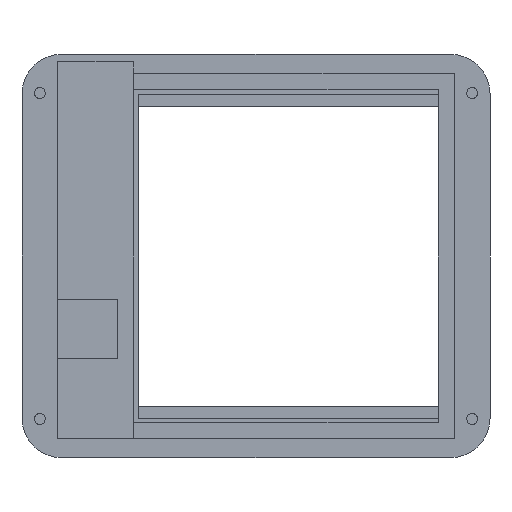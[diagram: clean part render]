
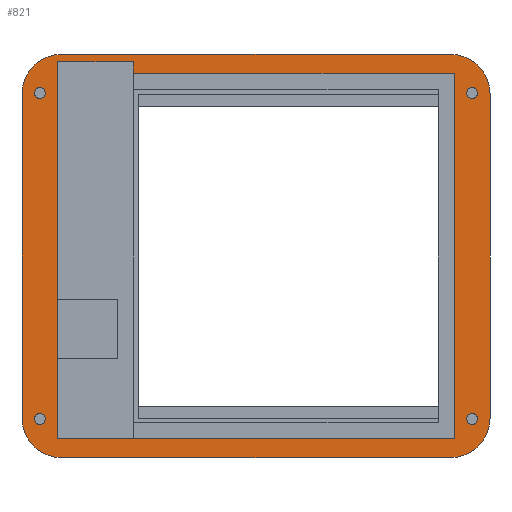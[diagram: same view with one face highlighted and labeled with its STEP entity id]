
A CAD part, front view. The second image highlights one B-rep face of the part: STEP entity #821.
In plain terms, the highlighted planar face has unit normal (0, -1, 0).
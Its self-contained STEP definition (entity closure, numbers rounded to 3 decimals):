
#15=FACE_BOUND('',#104,.T.);
#16=FACE_BOUND('',#105,.T.);
#17=FACE_BOUND('',#106,.T.);
#18=FACE_BOUND('',#107,.T.);
#19=FACE_BOUND('',#108,.T.);
#22=CIRCLE('',#878,10.);
#24=CIRCLE('',#882,10.);
#25=CIRCLE('',#883,10.);
#26=CIRCLE('',#884,10.);
#27=CIRCLE('',#885,1.4);
#28=CIRCLE('',#886,1.4);
#29=CIRCLE('',#887,1.4);
#30=CIRCLE('',#888,1.4);
#59=FACE_OUTER_BOUND('',#103,.T.);
#103=EDGE_LOOP('',(#616,#617,#618,#619,#620,#621,#622,#623));
#104=EDGE_LOOP('',(#624,#625,#626,#627,#628,#629));
#105=EDGE_LOOP('',(#630));
#106=EDGE_LOOP('',(#631));
#107=EDGE_LOOP('',(#632));
#108=EDGE_LOOP('',(#633));
#183=LINE('',#1234,#284);
#188=LINE('',#1249,#289);
#191=LINE('',#1255,#292);
#192=LINE('',#1259,#293);
#193=LINE('',#1263,#294);
#194=LINE('',#1267,#295);
#195=LINE('',#1268,#296);
#196=LINE('',#1270,#297);
#197=LINE('',#1272,#298);
#198=LINE('',#1273,#299);
#284=VECTOR('',#990,10.);
#289=VECTOR('',#1005,10.);
#292=VECTOR('',#1010,10.);
#293=VECTOR('',#1013,10.);
#294=VECTOR('',#1016,10.);
#295=VECTOR('',#1019,10.);
#296=VECTOR('',#1020,10.);
#297=VECTOR('',#1021,10.);
#298=VECTOR('',#1022,10.);
#299=VECTOR('',#1023,10.);
#373=VERTEX_POINT('',#1231);
#374=VERTEX_POINT('',#1233);
#375=VERTEX_POINT('',#1239);
#376=VERTEX_POINT('',#1240);
#379=VERTEX_POINT('',#1248);
#381=VERTEX_POINT('',#1254);
#382=VERTEX_POINT('',#1256);
#383=VERTEX_POINT('',#1258);
#384=VERTEX_POINT('',#1260);
#385=VERTEX_POINT('',#1262);
#386=VERTEX_POINT('',#1265);
#387=VERTEX_POINT('',#1266);
#388=VERTEX_POINT('',#1269);
#389=VERTEX_POINT('',#1271);
#390=VERTEX_POINT('',#1274);
#391=VERTEX_POINT('',#1276);
#392=VERTEX_POINT('',#1278);
#393=VERTEX_POINT('',#1280);
#463=EDGE_CURVE('',#373,#374,#183,.T.);
#466=EDGE_CURVE('',#375,#376,#22,.T.);
#470=EDGE_CURVE('',#376,#379,#188,.T.);
#473=EDGE_CURVE('',#381,#375,#191,.T.);
#474=EDGE_CURVE('',#382,#381,#24,.T.);
#475=EDGE_CURVE('',#383,#382,#192,.T.);
#476=EDGE_CURVE('',#384,#383,#25,.T.);
#477=EDGE_CURVE('',#385,#384,#193,.T.);
#478=EDGE_CURVE('',#379,#385,#26,.T.);
#479=EDGE_CURVE('',#386,#387,#194,.T.);
#480=EDGE_CURVE('',#387,#374,#195,.T.);
#481=EDGE_CURVE('',#373,#388,#196,.T.);
#482=EDGE_CURVE('',#388,#389,#197,.T.);
#483=EDGE_CURVE('',#389,#386,#198,.T.);
#484=EDGE_CURVE('',#390,#390,#27,.T.);
#485=EDGE_CURVE('',#391,#391,#28,.T.);
#486=EDGE_CURVE('',#392,#392,#29,.T.);
#487=EDGE_CURVE('',#393,#393,#30,.T.);
#616=ORIENTED_EDGE('',*,*,#466,.F.);
#617=ORIENTED_EDGE('',*,*,#473,.F.);
#618=ORIENTED_EDGE('',*,*,#474,.F.);
#619=ORIENTED_EDGE('',*,*,#475,.F.);
#620=ORIENTED_EDGE('',*,*,#476,.F.);
#621=ORIENTED_EDGE('',*,*,#477,.F.);
#622=ORIENTED_EDGE('',*,*,#478,.F.);
#623=ORIENTED_EDGE('',*,*,#470,.F.);
#624=ORIENTED_EDGE('',*,*,#479,.T.);
#625=ORIENTED_EDGE('',*,*,#480,.T.);
#626=ORIENTED_EDGE('',*,*,#463,.F.);
#627=ORIENTED_EDGE('',*,*,#481,.T.);
#628=ORIENTED_EDGE('',*,*,#482,.T.);
#629=ORIENTED_EDGE('',*,*,#483,.T.);
#630=ORIENTED_EDGE('',*,*,#484,.T.);
#631=ORIENTED_EDGE('',*,*,#485,.T.);
#632=ORIENTED_EDGE('',*,*,#486,.T.);
#633=ORIENTED_EDGE('',*,*,#487,.T.);
#784=PLANE('',#881);
#821=ADVANCED_FACE('',(#59,#15,#16,#17,#18,#19),#784,.T.);
#878=AXIS2_PLACEMENT_3D('',#1241,#997,#998);
#881=AXIS2_PLACEMENT_3D('',#1253,#1008,#1009);
#882=AXIS2_PLACEMENT_3D('',#1257,#1011,#1012);
#883=AXIS2_PLACEMENT_3D('',#1261,#1014,#1015);
#884=AXIS2_PLACEMENT_3D('',#1264,#1017,#1018);
#885=AXIS2_PLACEMENT_3D('',#1275,#1024,#1025);
#886=AXIS2_PLACEMENT_3D('',#1277,#1026,#1027);
#887=AXIS2_PLACEMENT_3D('',#1279,#1028,#1029);
#888=AXIS2_PLACEMENT_3D('',#1281,#1030,#1031);
#990=DIRECTION('',(0.,0.,1.));
#997=DIRECTION('center_axis',(0.,1.,0.));
#998=DIRECTION('ref_axis',(0.707,0.,0.707));
#1005=DIRECTION('',(0.,0.,-1.));
#1008=DIRECTION('center_axis',(0.,-1.,0.));
#1009=DIRECTION('ref_axis',(0.,0.,-1.));
#1010=DIRECTION('',(1.,0.,0.));
#1011=DIRECTION('center_axis',(0.,1.,0.));
#1012=DIRECTION('ref_axis',(-0.707,0.,0.707));
#1013=DIRECTION('',(0.,0.,1.));
#1014=DIRECTION('center_axis',(0.,1.,0.));
#1015=DIRECTION('ref_axis',(-0.707,0.,-0.707));
#1016=DIRECTION('',(-1.,0.,0.));
#1017=DIRECTION('center_axis',(0.,1.,0.));
#1018=DIRECTION('ref_axis',(0.707,0.,-0.707));
#1019=DIRECTION('',(0.,0.,1.));
#1020=DIRECTION('',(1.,0.,0.));
#1021=DIRECTION('',(1.,0.,0.));
#1022=DIRECTION('',(0.,0.,-1.));
#1023=DIRECTION('',(-1.,0.,0.));
#1024=DIRECTION('center_axis',(0.,1.,0.));
#1025=DIRECTION('ref_axis',(1.,0.,0.));
#1026=DIRECTION('center_axis',(0.,1.,0.));
#1027=DIRECTION('ref_axis',(1.,0.,0.));
#1028=DIRECTION('center_axis',(0.,1.,0.));
#1029=DIRECTION('ref_axis',(1.,0.,0.));
#1030=DIRECTION('center_axis',(0.,1.,0.));
#1031=DIRECTION('ref_axis',(1.,0.,0.));
#1231=CARTESIAN_POINT('',(-10.26,-1.64,17.425));
#1233=CARTESIAN_POINT('',(-10.26,-1.64,20.425));
#1234=CARTESIAN_POINT('',(-10.26,-1.64,-4.163));
#1239=CARTESIAN_POINT('',(69.915,-1.64,22.25));
#1240=CARTESIAN_POINT('',(79.915,-1.64,12.25));
#1241=CARTESIAN_POINT('Origin',(69.915,-1.64,12.25));
#1248=CARTESIAN_POINT('',(79.915,-1.64,-69.75));
#1249=CARTESIAN_POINT('',(79.915,-1.64,22.25));
#1253=CARTESIAN_POINT('Origin',(20.74,-1.64,-28.75));
#1254=CARTESIAN_POINT('',(-28.435,-1.64,22.25));
#1255=CARTESIAN_POINT('',(75.74,-1.64,22.25));
#1256=CARTESIAN_POINT('',(-38.435,-1.64,12.25));
#1257=CARTESIAN_POINT('Origin',(-28.435,-1.64,12.25));
#1258=CARTESIAN_POINT('',(-38.435,-1.64,-69.75));
#1259=CARTESIAN_POINT('',(-38.435,-1.64,-79.75));
#1260=CARTESIAN_POINT('',(-28.435,-1.64,-79.75));
#1261=CARTESIAN_POINT('Origin',(-28.435,-1.64,-69.75));
#1262=CARTESIAN_POINT('',(69.915,-1.64,-79.75));
#1263=CARTESIAN_POINT('',(-34.26,-1.64,-79.75));
#1264=CARTESIAN_POINT('Origin',(69.915,-1.64,-69.75));
#1265=CARTESIAN_POINT('',(-29.435,-1.64,-74.925));
#1266=CARTESIAN_POINT('',(-29.435,-1.64,20.425));
#1267=CARTESIAN_POINT('',(-29.435,-1.64,-74.925));
#1268=CARTESIAN_POINT('',(-4.347,-1.64,20.425));
#1269=CARTESIAN_POINT('',(70.915,-1.64,17.425));
#1270=CARTESIAN_POINT('',(-29.435,-1.64,17.425));
#1271=CARTESIAN_POINT('',(70.915,-1.64,-74.925));
#1272=CARTESIAN_POINT('',(70.915,-1.64,17.425));
#1273=CARTESIAN_POINT('',(70.915,-1.64,-74.925));
#1274=CARTESIAN_POINT('',(-35.335,-1.64,12.425));
#1275=CARTESIAN_POINT('Origin',(-33.935,-1.64,12.425));
#1276=CARTESIAN_POINT('',(74.015,-1.64,12.425));
#1277=CARTESIAN_POINT('Origin',(75.415,-1.64,12.425));
#1278=CARTESIAN_POINT('',(-35.335,-1.64,-69.925));
#1279=CARTESIAN_POINT('Origin',(-33.935,-1.64,-69.925));
#1280=CARTESIAN_POINT('',(74.015,-1.64,-69.925));
#1281=CARTESIAN_POINT('Origin',(75.415,-1.64,-69.925));
